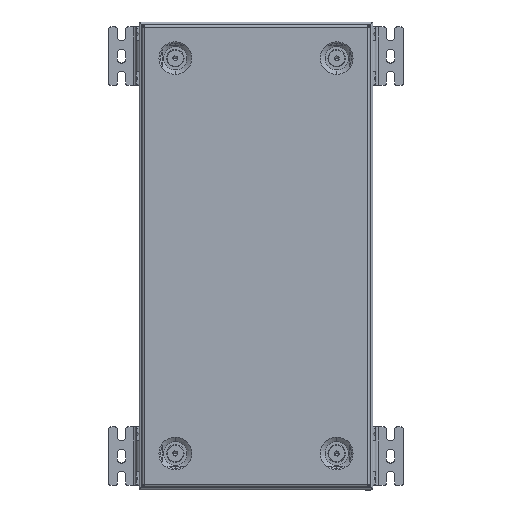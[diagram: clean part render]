
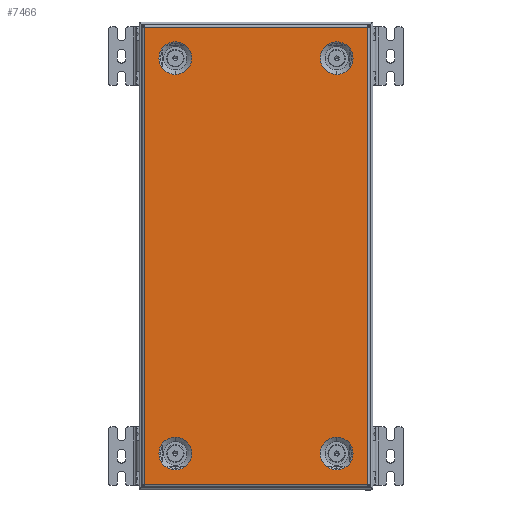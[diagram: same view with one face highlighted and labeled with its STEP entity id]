
A CAD part, top view. The second image highlights one B-rep face of the part: STEP entity #7466.
In plain terms, the highlighted planar face has unit normal (0, 0, 1).
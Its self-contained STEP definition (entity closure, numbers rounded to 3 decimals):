
#134 = VERTEX_POINT ( 'NONE', #14362 ) ;
#137 = LINE ( 'NONE', #15086, #4256 ) ;
#270 = EDGE_CURVE ( 'NONE', #18264, #134, #3746, .T. ) ;
#343 = EDGE_LOOP ( 'NONE', ( #13515, #21473 ) ) ;
#411 = CARTESIAN_POINT ( 'NONE',  ( -95.4, -195.5, 0. ) ) ;
#901 = EDGE_LOOP ( 'NONE', ( #19858, #20046 ) ) ;
#925 = CARTESIAN_POINT ( 'NONE',  ( 95.5, 195.5, 0. ) ) ;
#1380 = ORIENTED_EDGE ( 'NONE', *, *, #14449, .F. ) ;
#1543 = CARTESIAN_POINT ( 'NONE',  ( -69., -155., 0. ) ) ;
#1860 = DIRECTION ( 'NONE',  ( 1., 0., 0. ) ) ;
#1894 = CARTESIAN_POINT ( 'NONE',  ( 69., -169., 0. ) ) ;
#2020 = DIRECTION ( 'NONE',  ( 1., 0., 0. ) ) ;
#2126 = VECTOR ( 'NONE', #11985, 1000. ) ;
#3123 = ORIENTED_EDGE ( 'NONE', *, *, #17618, .F. ) ;
#3389 = VECTOR ( 'NONE', #16590, 1000. ) ;
#3483 = AXIS2_PLACEMENT_3D ( 'NONE', #25361, #10145, #2020 ) ;
#3513 = CARTESIAN_POINT ( 'NONE',  ( -95.5, 195.5, 0. ) ) ;
#3529 = CIRCLE ( 'NONE', #6208, 14. ) ;
#3746 = CIRCLE ( 'NONE', #19352, 14. ) ;
#3752 = LINE ( 'NONE', #22607, #3389 ) ;
#3899 = CARTESIAN_POINT ( 'NONE',  ( -69., 155., 0. ) ) ;
#4256 = VECTOR ( 'NONE', #4341, 1000. ) ;
#4262 = EDGE_LOOP ( 'NONE', ( #12090, #19040, #1380, #27607, #26018, #10683, #16058, #17356 ) ) ;
#4288 = EDGE_LOOP ( 'NONE', ( #3123, #24149 ) ) ;
#4315 = VERTEX_POINT ( 'NONE', #19060 ) ;
#4341 = DIRECTION ( 'NONE',  ( -1., 0., 0. ) ) ;
#4345 = LINE ( 'NONE', #4478, #4650 ) ;
#4478 = CARTESIAN_POINT ( 'NONE',  ( 95.5, -195.793, 0. ) ) ;
#4506 = VERTEX_POINT ( 'NONE', #20701 ) ;
#4567 = DIRECTION ( 'NONE',  ( 1., 0., 0. ) ) ;
#4650 = VECTOR ( 'NONE', #23742, 1000. ) ;
#5525 = CARTESIAN_POINT ( 'NONE',  ( -69., -169., 0. ) ) ;
#5624 = VECTOR ( 'NONE', #11194, 1000. ) ;
#5643 = FACE_OUTER_BOUND ( 'NONE', #4262, .T. ) ;
#5709 = DIRECTION ( 'NONE',  ( -1., 0., 0. ) ) ;
#5850 = DIRECTION ( 'NONE',  ( 0., 0., 1. ) ) ;
#5869 = LINE ( 'NONE', #7559, #19242 ) ;
#6040 = DIRECTION ( 'NONE',  ( 0., 0., 1. ) ) ;
#6208 = AXIS2_PLACEMENT_3D ( 'NONE', #5525, #27047, #14472 ) ;
#7064 = EDGE_CURVE ( 'NONE', #134, #18264, #10879, .T. ) ;
#7466 = ADVANCED_FACE ( 'NONE', ( #5643, #22678, #14587, #12634, #12492 ), #16387, .T. ) ;
#7475 = VERTEX_POINT ( 'NONE', #18494 ) ;
#7559 = CARTESIAN_POINT ( 'NONE',  ( -95.793, -195.5, 0. ) ) ;
#7949 = VERTEX_POINT ( 'NONE', #925 ) ;
#8074 = CARTESIAN_POINT ( 'NONE',  ( 95.793, 195.5, 0. ) ) ;
#8337 = DIRECTION ( 'NONE',  ( 0., 0., 1. ) ) ;
#8642 = EDGE_CURVE ( 'NONE', #22490, #16587, #11431, .T. ) ;
#9514 = DIRECTION ( 'NONE',  ( 1., 0., 0. ) ) ;
#10145 = DIRECTION ( 'NONE',  ( 0., 0., 1. ) ) ;
#10309 = CARTESIAN_POINT ( 'NONE',  ( -95.793, -195.5, 0. ) ) ;
#10683 = ORIENTED_EDGE ( 'NONE', *, *, #25167, .T. ) ;
#10796 = VECTOR ( 'NONE', #18681, 1000. ) ;
#10879 = CIRCLE ( 'NONE', #11278, 14. ) ;
#10903 = VERTEX_POINT ( 'NONE', #1543 ) ;
#10968 = VERTEX_POINT ( 'NONE', #23053 ) ;
#11194 = DIRECTION ( 'NONE',  ( 1., 0., 0. ) ) ;
#11278 = AXIS2_PLACEMENT_3D ( 'NONE', #1894, #8337, #25225 ) ;
#11279 = DIRECTION ( 'NONE',  ( 0., 0., 1. ) ) ;
#11431 = LINE ( 'NONE', #18540, #26885 ) ;
#11985 = DIRECTION ( 'NONE',  ( -1., 0., 0. ) ) ;
#12090 = ORIENTED_EDGE ( 'NONE', *, *, #14132, .T. ) ;
#12492 = FACE_BOUND ( 'NONE', #343, .T. ) ;
#12634 = FACE_BOUND ( 'NONE', #901, .T. ) ;
#12647 = EDGE_CURVE ( 'NONE', #4506, #7949, #4345, .T. ) ;
#12934 = ORIENTED_EDGE ( 'NONE', *, *, #12989, .F. ) ;
#12989 = EDGE_CURVE ( 'NONE', #14270, #7475, #26498, .T. ) ;
#13128 = EDGE_LOOP ( 'NONE', ( #14982, #12934 ) ) ;
#13278 = LINE ( 'NONE', #21790, #5624 ) ;
#13515 = ORIENTED_EDGE ( 'NONE', *, *, #270, .F. ) ;
#14132 = EDGE_CURVE ( 'NONE', #7949, #10968, #137, .T. ) ;
#14270 = VERTEX_POINT ( 'NONE', #21243 ) ;
#14362 = CARTESIAN_POINT ( 'NONE',  ( 69., -183., 0. ) ) ;
#14449 = EDGE_CURVE ( 'NONE', #22490, #22507, #13278, .T. ) ;
#14472 = DIRECTION ( 'NONE',  ( -1., 0., 0. ) ) ;
#14476 = AXIS2_PLACEMENT_3D ( 'NONE', #20798, #5850, #5709 ) ;
#14514 = EDGE_CURVE ( 'NONE', #20662, #4506, #3752, .T. ) ;
#14587 = FACE_BOUND ( 'NONE', #13128, .T. ) ;
#14982 = ORIENTED_EDGE ( 'NONE', *, *, #22175, .F. ) ;
#15086 = CARTESIAN_POINT ( 'NONE',  ( 95.793, 195.5, 0. ) ) ;
#15560 = AXIS2_PLACEMENT_3D ( 'NONE', #16645, #6040, #16785 ) ;
#15956 = CARTESIAN_POINT ( 'NONE',  ( -69., -183., 0. ) ) ;
#16058 = ORIENTED_EDGE ( 'NONE', *, *, #14514, .T. ) ;
#16387 = PLANE ( 'NONE',  #16586 ) ;
#16586 = AXIS2_PLACEMENT_3D ( 'NONE', #16805, #21009, #1860 ) ;
#16587 = VERTEX_POINT ( 'NONE', #19218 ) ;
#16590 = DIRECTION ( 'NONE',  ( 1., 0., 0. ) ) ;
#16645 = CARTESIAN_POINT ( 'NONE',  ( -69., 169., 0. ) ) ;
#16785 = DIRECTION ( 'NONE',  ( 1., 0., 0. ) ) ;
#16805 = CARTESIAN_POINT ( 'NONE',  ( 0., 0., 0. ) ) ;
#17075 = EDGE_CURVE ( 'NONE', #10968, #22507, #20777, .T. ) ;
#17103 = DIRECTION ( 'NONE',  ( -1., 0., 0. ) ) ;
#17356 = ORIENTED_EDGE ( 'NONE', *, *, #12647, .T. ) ;
#17363 = DIRECTION ( 'NONE',  ( 0., 0., 1. ) ) ;
#17618 = EDGE_CURVE ( 'NONE', #22922, #4315, #17766, .T. ) ;
#17766 = CIRCLE ( 'NONE', #3483, 14. ) ;
#17829 = AXIS2_PLACEMENT_3D ( 'NONE', #19739, #17363, #19319 ) ;
#18263 = CIRCLE ( 'NONE', #17829, 14. ) ;
#18264 = VERTEX_POINT ( 'NONE', #21682 ) ;
#18494 = CARTESIAN_POINT ( 'NONE',  ( 69., 155., 0. ) ) ;
#18540 = CARTESIAN_POINT ( 'NONE',  ( -95.5, 195.793, 0. ) ) ;
#18681 = DIRECTION ( 'NONE',  ( 1., 0., 0. ) ) ;
#18750 = VERTEX_POINT ( 'NONE', #411 ) ;
#18938 = DIRECTION ( 'NONE',  ( 0., 0., 1. ) ) ;
#19040 = ORIENTED_EDGE ( 'NONE', *, *, #17075, .T. ) ;
#19060 = CARTESIAN_POINT ( 'NONE',  ( -69., 183., 0. ) ) ;
#19218 = CARTESIAN_POINT ( 'NONE',  ( -95.5, -195.5, 0. ) ) ;
#19224 = CARTESIAN_POINT ( 'NONE',  ( 95.4, -195.5, 0. ) ) ;
#19242 = VECTOR ( 'NONE', #9514, 1000. ) ;
#19319 = DIRECTION ( 'NONE',  ( -1., 0., 0. ) ) ;
#19352 = AXIS2_PLACEMENT_3D ( 'NONE', #26067, #11279, #4567 ) ;
#19739 = CARTESIAN_POINT ( 'NONE',  ( 69., 169., 0. ) ) ;
#19858 = ORIENTED_EDGE ( 'NONE', *, *, #27449, .F. ) ;
#20046 = ORIENTED_EDGE ( 'NONE', *, *, #27636, .F. ) ;
#20662 = VERTEX_POINT ( 'NONE', #19224 ) ;
#20701 = CARTESIAN_POINT ( 'NONE',  ( 95.5, -195.5, 0. ) ) ;
#20777 = LINE ( 'NONE', #8074, #2126 ) ;
#20798 = CARTESIAN_POINT ( 'NONE',  ( 69., 169., 0. ) ) ;
#20912 = LINE ( 'NONE', #10309, #10796 ) ;
#21009 = DIRECTION ( 'NONE',  ( 0., 0., 1. ) ) ;
#21243 = CARTESIAN_POINT ( 'NONE',  ( 69., 183., 0. ) ) ;
#21301 = VERTEX_POINT ( 'NONE', #15956 ) ;
#21473 = ORIENTED_EDGE ( 'NONE', *, *, #7064, .F. ) ;
#21578 = CARTESIAN_POINT ( 'NONE',  ( -69., -169., 0. ) ) ;
#21585 = EDGE_CURVE ( 'NONE', #4315, #22922, #21814, .T. ) ;
#21682 = CARTESIAN_POINT ( 'NONE',  ( 69., -155., 0. ) ) ;
#21790 = CARTESIAN_POINT ( 'NONE',  ( -97.5, 195.5, 0. ) ) ;
#21814 = CIRCLE ( 'NONE', #15560, 14. ) ;
#22175 = EDGE_CURVE ( 'NONE', #7475, #14270, #18263, .T. ) ;
#22451 = DIRECTION ( 'NONE',  ( 0., -1., 0. ) ) ;
#22490 = VERTEX_POINT ( 'NONE', #3513 ) ;
#22507 = VERTEX_POINT ( 'NONE', #23061 ) ;
#22607 = CARTESIAN_POINT ( 'NONE',  ( 97.5, -195.5, 0. ) ) ;
#22678 = FACE_BOUND ( 'NONE', #4288, .T. ) ;
#22744 = AXIS2_PLACEMENT_3D ( 'NONE', #21578, #18938, #17103 ) ;
#22922 = VERTEX_POINT ( 'NONE', #3899 ) ;
#23053 = CARTESIAN_POINT ( 'NONE',  ( 95.4, 195.5, 0. ) ) ;
#23061 = CARTESIAN_POINT ( 'NONE',  ( -95.4, 195.5, 0. ) ) ;
#23742 = DIRECTION ( 'NONE',  ( 0., 1., 0. ) ) ;
#24149 = ORIENTED_EDGE ( 'NONE', *, *, #21585, .F. ) ;
#24480 = EDGE_CURVE ( 'NONE', #16587, #18750, #5869, .T. ) ;
#24975 = CIRCLE ( 'NONE', #22744, 14. ) ;
#25167 = EDGE_CURVE ( 'NONE', #18750, #20662, #20912, .T. ) ;
#25225 = DIRECTION ( 'NONE',  ( 1., 0., 0. ) ) ;
#25361 = CARTESIAN_POINT ( 'NONE',  ( -69., 169., 0. ) ) ;
#26018 = ORIENTED_EDGE ( 'NONE', *, *, #24480, .T. ) ;
#26067 = CARTESIAN_POINT ( 'NONE',  ( 69., -169., 0. ) ) ;
#26498 = CIRCLE ( 'NONE', #14476, 14. ) ;
#26885 = VECTOR ( 'NONE', #22451, 1000. ) ;
#27047 = DIRECTION ( 'NONE',  ( 0., 0., 1. ) ) ;
#27449 = EDGE_CURVE ( 'NONE', #10903, #21301, #3529, .T. ) ;
#27607 = ORIENTED_EDGE ( 'NONE', *, *, #8642, .T. ) ;
#27636 = EDGE_CURVE ( 'NONE', #21301, #10903, #24975, .T. ) ;
